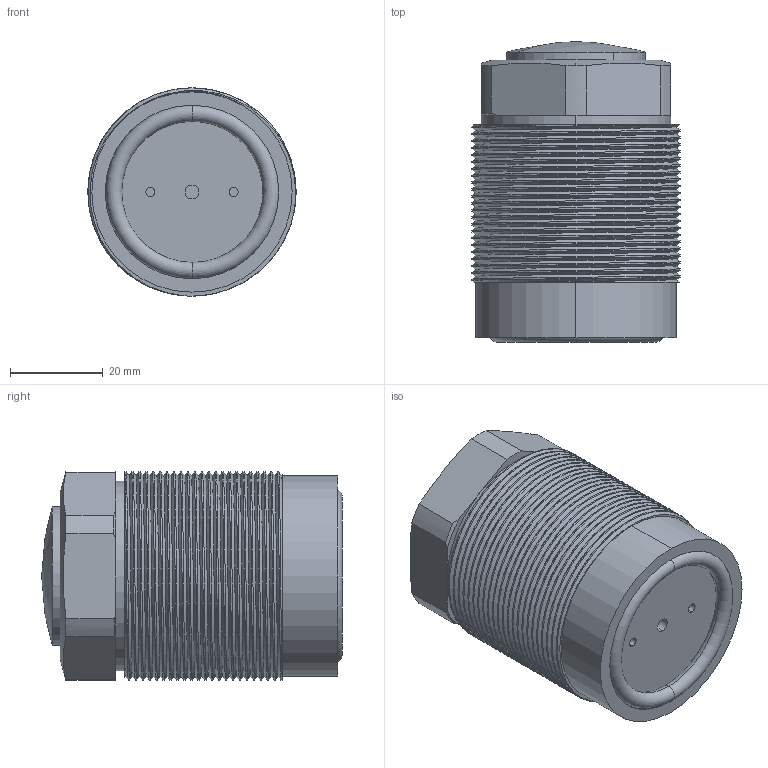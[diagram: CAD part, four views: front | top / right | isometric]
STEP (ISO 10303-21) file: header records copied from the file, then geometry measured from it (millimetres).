
FILE_DESCRIPTION (( 'STEP AP214' ), '1' );
FILE_NAME ('CTC-K045RM.STEP', '2018-10-31T06:36:55', ( '' ), ( '' ), 'SwSTEP 2.0', 'SolidWorks 2016', '' );
FILE_SCHEMA (( 'AUTOMOTIVE_DESIGN' ));
Length unit declared in the file: millimetre
Products named in the file (4): CTC-K045(O); CTC-K045RM(HSG); CTC-K045RM(BT); CTC-K045RM
Assembly tree (3 placements, depth 2):
  CTC-K045RM
    CTC-K045RM(BT)
    CTC-K045RM(HSG)
    CTC-K045(O)
Bounding box: 44.98 x 64.97 x 45 mm (x, y, z)
Volume: 75247 mm3; surface area: 30231.5 mm2
Topology: 3 solids, 3 shells, 111 faces, 292 edges, 191 vertices
Faces by surface type: cylinder 76, plane 22, bspline 5, torus 4, cone 2, sphere 2
Entity records: 9606 total; most frequent: CARTESIAN_POINT 6959, ORIENTED_EDGE 584, DIRECTION 485, EDGE_CURVE 292, AXIS2_PLACEMENT_3D 195, VERTEX_POINT 191, EDGE_LOOP 123, ADVANCED_FACE 111
